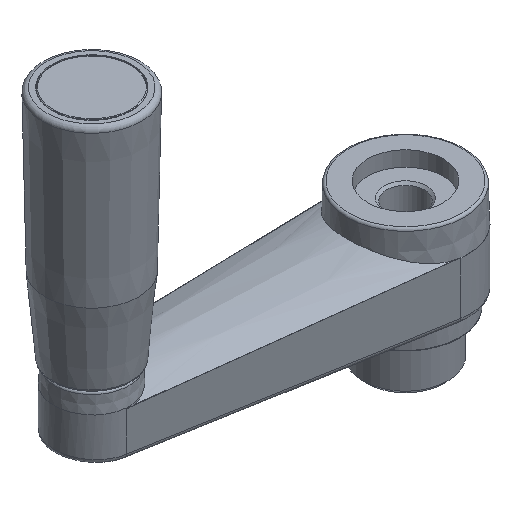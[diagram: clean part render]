
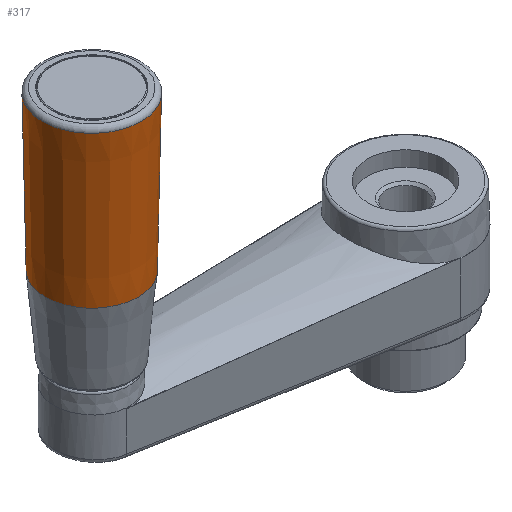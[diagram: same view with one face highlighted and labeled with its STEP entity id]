
A CAD part, isometric view. The second image highlights one B-rep face of the part: STEP entity #317.
In plain terms, the highlighted conical face has half-angle 1.112 degrees and reference radius 9.85 mm.
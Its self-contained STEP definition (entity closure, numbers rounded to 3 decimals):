
#317 = ADVANCED_FACE( '', ( #744, #745 ), #746, .T. );
#744 = FACE_OUTER_BOUND( '', #1624, .T. );
#745 = FACE_BOUND( '', #1625, .T. );
#746 = CONICAL_SURFACE( '', #1626, 9.85, 0.019 );
#1624 = EDGE_LOOP( '', ( #2650 ) );
#1625 = EDGE_LOOP( '', ( #2651 ) );
#1626 = AXIS2_PLACEMENT_3D( '', #2652, #2653, #2654 );
#2650 = ORIENTED_EDGE( '', *, *, #3519, .T. );
#2651 = ORIENTED_EDGE( '', *, *, #3751, .T. );
#2652 = CARTESIAN_POINT( '', ( -66.35, 0., 39.98 ) );
#2653 = DIRECTION( '', ( 0., 0., 1. ) );
#2654 = DIRECTION( '', ( 1., 0., 0. ) );
#3519 = EDGE_CURVE( '', #4051, #4051, #4052, .T. );
#3751 = EDGE_CURVE( '', #4428, #4428, #4429, .T. );
#4051 = VERTEX_POINT( '', #4807 );
#4052 = CIRCLE( '', #4808, 10.48 );
#4428 = VERTEX_POINT( '', #5406 );
#4429 = CIRCLE( '', #5407, 9.85 );
#4807 = CARTESIAN_POINT( '', ( -76.83, 0., 72.461 ) );
#4808 = AXIS2_PLACEMENT_3D( '', #5819, #5820, #5821 );
#5406 = CARTESIAN_POINT( '', ( -56.5, 0., 39.98 ) );
#5407 = AXIS2_PLACEMENT_3D( '', #6079, #6080, #6081 );
#5819 = CARTESIAN_POINT( '', ( -66.35, 0., 72.461 ) );
#5820 = DIRECTION( '', ( 0., 0., -1. ) );
#5821 = DIRECTION( '', ( -1., 0., 0. ) );
#6079 = CARTESIAN_POINT( '', ( -66.35, 0., 39.98 ) );
#6080 = DIRECTION( '', ( 0., 0., 1. ) );
#6081 = DIRECTION( '', ( 1., 0., 0. ) );
